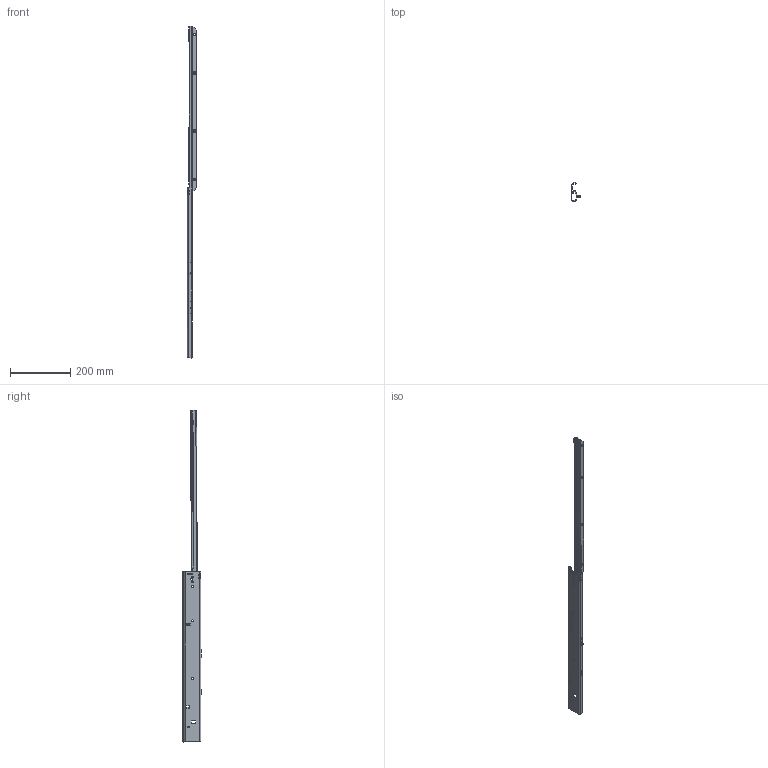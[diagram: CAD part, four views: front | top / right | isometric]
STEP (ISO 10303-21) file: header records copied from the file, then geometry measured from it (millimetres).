
FILE_DESCRIPTION (( 'STEP AP214' ), '1' );
FILE_NAME ('CS# 786.550-GA.L501_open.STEP', '2023-01-18T16:08:02', ( '' ), ( '' ), 'SwSTEP 2.0', 'SolidWorks 2020', '' );
FILE_SCHEMA (( 'AUTOMOTIVE_DESIGN' ));
Length unit declared in the file: millimetre
Products named in the file (6): CS# 786.550-GA.L501_open; CS# 786.XXX-03.S048_NL 550; PG-033; CS# 785.XXX-01.L500_NL 550; CS# 785.XXX-01.L500_NL 550 ohne SM
Assembly tree (5 placements, depth 3):
  CS# 786.550-GA.L501_open
    CS# 785.XXX-01.L500_NL 550 ohne SM
      CS# 785.XXX-01.L500_NL 550
      PG-033
    CS# 786.XXX-03.S048_NL 550
      CS# 786.XXX-03.S048_NL 550
Bounding box: 31.5 x 62.5 x 1099.99 mm (x, y, z)
Volume: 110474.6 mm3; surface area: 152684.6 mm2
Topology: 3 solids, 3 shells, 1115 faces, 2880 edges, 1781 vertices
Faces by surface type: plane 476, bspline 237, cylinder 221, cone 88, torus 72, sphere 21
Entity records: 51847 total; most frequent: CARTESIAN_POINT 21706, ORIENTED_EDGE 5708, DIRECTION 4645, EDGE_CURVE 2854, VERTEX_POINT 1781, AXIS2_PLACEMENT_3D 1599, LINE 1447, VECTOR 1447
